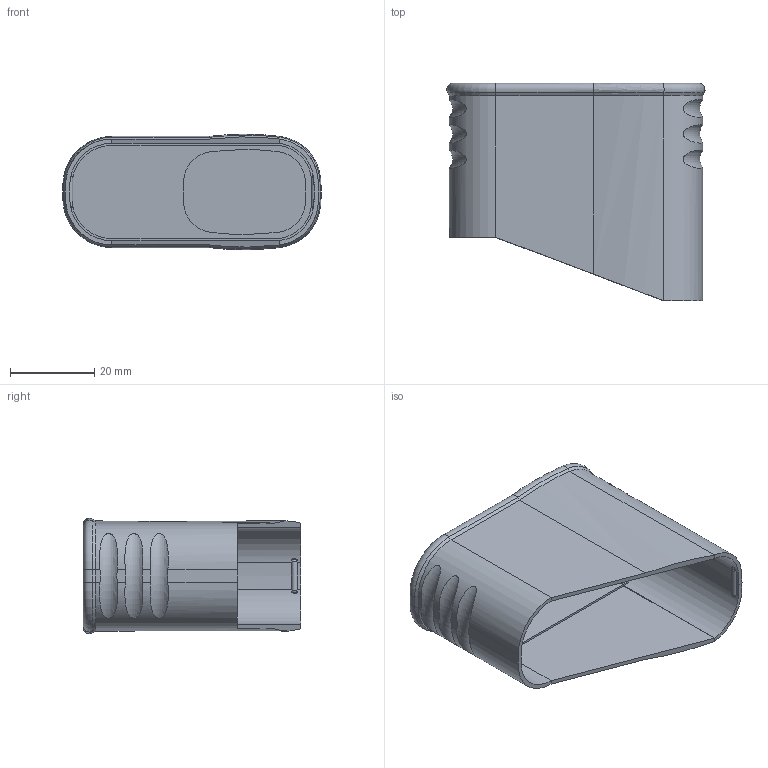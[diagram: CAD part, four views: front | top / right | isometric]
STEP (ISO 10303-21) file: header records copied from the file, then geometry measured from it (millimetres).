
FILE_DESCRIPTION(/* description */ (''),/* implementation_level */ '2;1');
FILE_NAME(/* name */ 'V5-pax-3-lid.stp',/* time_stamp */ '2025-02-05T23:36:46Z',/* author */ ('iwheard'),/* organization */ (''),/* preprocessor_version */ 'ST-DEVELOPER v20',/* originating_system */ 'Autodesk Inventor 2024',/* authorisation */ '');
FILE_SCHEMA (('AUTOMOTIVE_DESIGN { 1 0 10303 214 3 1 1 }'));
Length unit declared in the file: inch
Products named in the file (1): V5-pax-3-lid
Bounding box: 61.18 x 51.5 x 27.35 mm (x, y, z)
Volume: 11531.9 mm3; surface area: 15519.7 mm2
Topology: 1 solids, 1 shells, 87 faces, 224 edges, 141 vertices
Faces by surface type: bspline 27, plane 24, cylinder 22, torus 10, cone 4
Entity records: 4633 total; most frequent: CARTESIAN_POINT 2562, ORIENTED_EDGE 448, DIRECTION 335, EDGE_CURVE 224, VERTEX_POINT 141, AXIS2_PLACEMENT_3D 124, EDGE_LOOP 89, STYLED_ITEM 88
